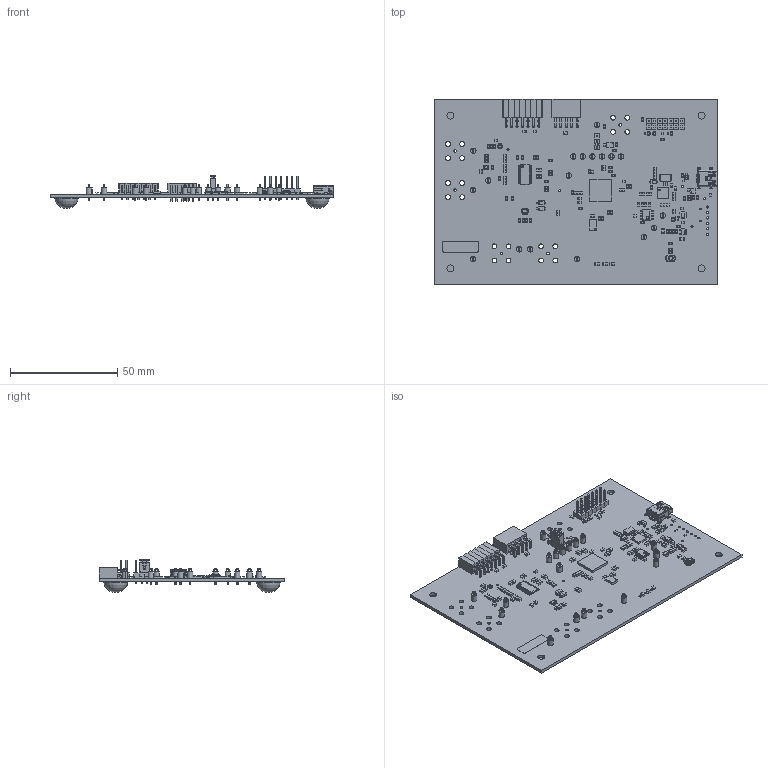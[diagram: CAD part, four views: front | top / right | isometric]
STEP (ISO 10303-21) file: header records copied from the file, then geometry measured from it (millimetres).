
FILE_DESCRIPTION(('Open CASCADE Model'),'2;1');
FILE_NAME('Open CASCADE Shape Model','2020-04-23T12:27:56',('Author'),( 'Open CASCADE'),'Open CASCADE STEP processor 6.8','Open CASCADE 6.8' ,'Unknown');
FILE_SCHEMA(('AUTOMOTIVE_DESIGN { 1 0 10303 214 1 1 1 1 }'));
Length unit declared in the file: millimetre
Products named in the file (310): PCB; Board; C41; 1429560912; Extruded; 1429561048; R84; R83; 1429560640; 1429560776; R82; L3; L2; C57; C56; TP11; Keystone_5001; Keystone5001_black; Keystone500x_wire; TP10; TP23; Keystone_5000; Keystone5000_red; TP22; TP21; TP20; TP19; U6; DBV0006AakaMF06A; BODY_MF06A; LEAD_MF06A; Y3; 1081098400; 1429567440; U4; DCK0006AakaMAA06; BODY_MAA06; LEADS_MAA06; LEADS_MAA06_3; LEADS_MAA06_4 ...
Assembly tree (811 placements, depth 6):
  PCB
    Board
    C41
      1429560912  x2
        Extruded
      1429561048
        Extruded
    R84
      1429560912  x2
        Extruded
      1429561048
        Extruded
    R83
      1429560640  x2
        Extruded
      1429560776
        Extruded
    R82
      1429560640  x2
        Extruded
      1429560776
        Extruded
    L3
      1429560640  x2
        Extruded
      1429560776
        Extruded
    L2
      1429560640  x2
        Extruded
      1429560776
        Extruded
    C57
      1429560912  x2
        Extruded
      1429561048
        Extruded
    C56
      1429560912  x2
        Extruded
      1429561048
        Extruded
    TP11
      Keystone_5001
        Keystone5001_black
        Keystone500x_wire
    TP10
      Keystone_5001
        Keystone5001_black
        Keystone500x_wire
    TP23
      Keystone_5000
        Keystone5000_red
        Keystone500x_wire
    TP22
      Keystone_5000
        Keystone5000_red
        Keystone500x_wire
    TP21
      Keystone_5000
Bounding box: 132.08 x 86.36 x 15.27 mm (x, y, z)
Volume: 21060.8 mm3; surface area: 33642.5 mm2
Topology: 600 solids, 600 shells, 6131 faces, 14300 edges, 9399 vertices
Faces by surface type: plane 5204, cylinder 877, sphere 38, bspline 4, revolution 4, torus 2, cone 2
Full cylindrical faces by diameter (mm): 0.005 x4, 0.217 x2, 0.254 x1, 0.322 x7, 1 x24, 1.016 x46, 1.3 x5, 2.2 x20, 2.5 x18, 3.2 x4, 11.1 x4
Entity records: 77957 total; most frequent: CARTESIAN_POINT 12661, DIRECTION 12182, ORIENTED_EDGE 11024, EDGE_CURVE 5512, LINE 4439, VECTOR 4439, AXIS2_PLACEMENT_3D 3871, VERTEX_POINT 3561
